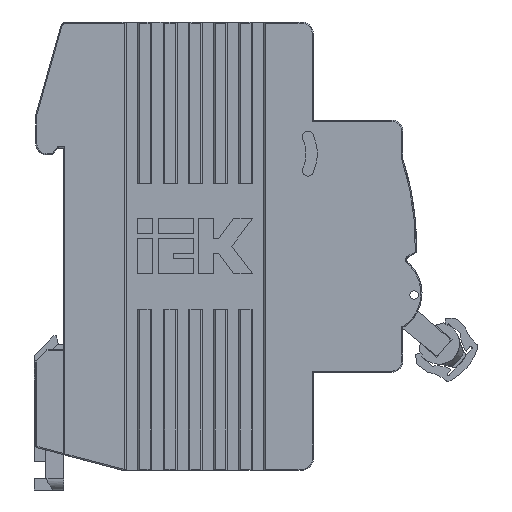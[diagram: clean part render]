
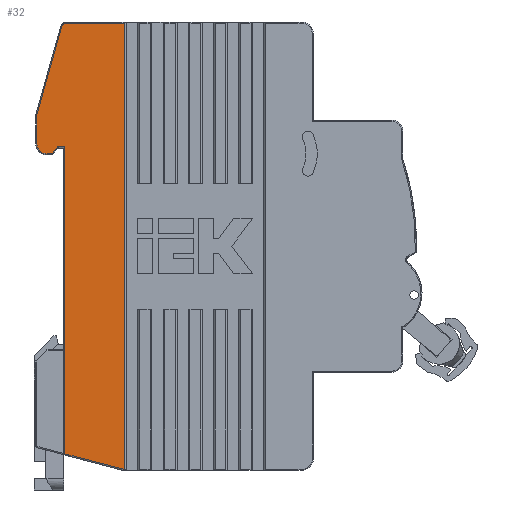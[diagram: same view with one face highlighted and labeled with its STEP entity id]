
A CAD part, front view. The second image highlights one B-rep face of the part: STEP entity #32.
In plain terms, the highlighted face is planar.
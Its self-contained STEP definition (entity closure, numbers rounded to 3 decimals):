
#32 = ADVANCED_FACE ( 'NONE', ( #41316 ), #23818, .F. ) ;
#49 = VECTOR ( 'NONE', #45514, 1000. ) ;
#981 = ORIENTED_EDGE ( 'NONE', *, *, #38027, .T. ) ;
#2526 = CARTESIAN_POINT ( 'NONE',  ( -0.2, 56.497, -45.5 ) ) ;
#2605 = CARTESIAN_POINT ( 'NONE',  ( -0.2, 56.497, -44.5 ) ) ;
#2709 = CIRCLE ( 'NONE', #30654, 0.8 ) ;
#3265 = LINE ( 'NONE', #24473, #19680 ) ;
#6321 = DIRECTION ( 'NONE',  ( 0., -0.963, -0.271 ) ) ;
#6587 = CARTESIAN_POINT ( 'NONE',  ( -0.2, 80., -31.6 ) ) ;
#7437 = EDGE_CURVE ( 'NONE', #39212, #10132, #38135, .T. ) ;
#7484 = LINE ( 'NONE', #7923, #9153 ) ;
#7796 = EDGE_CURVE ( 'NONE', #12609, #24111, #20127, .T. ) ;
#7923 = CARTESIAN_POINT ( 'NONE',  ( -0.2, 57.697, -42.5 ) ) ;
#8549 = ORIENTED_EDGE ( 'NONE', *, *, #26259, .T. ) ;
#8851 = EDGE_CURVE ( 'NONE', #10132, #24278, #9428, .T. ) ;
#9153 = VECTOR ( 'NONE', #42953, 1000. ) ;
#9428 = LINE ( 'NONE', #12892, #40568 ) ;
#10132 = VERTEX_POINT ( 'NONE', #34481 ) ;
#10394 = LINE ( 'NONE', #37798, #38146 ) ;
#10543 = CARTESIAN_POINT ( 'NONE',  ( -0.2, 58.297, -45.5 ) ) ;
#10788 = VECTOR ( 'NONE', #6321, 1000. ) ;
#11862 = ORIENTED_EDGE ( 'NONE', *, *, #31524, .T. ) ;
#12609 = VERTEX_POINT ( 'NONE', #2526 ) ;
#12663 = CIRCLE ( 'NONE', #27363, 1.8 ) ;
#12892 = CARTESIAN_POINT ( 'NONE',  ( -0.2, 79.8, -42.099 ) ) ;
#12929 = ORIENTED_EDGE ( 'NONE', *, *, #45348, .T. ) ;
#13301 = DIRECTION ( 'NONE',  ( 0., 1., 0. ) ) ;
#13399 = VECTOR ( 'NONE', #40522, 1000. ) ;
#13509 = EDGE_CURVE ( 'NONE', #31428, #14410, #45250, .T. ) ;
#14410 = VERTEX_POINT ( 'NONE', #36513 ) ;
#14660 = DIRECTION ( 'NONE',  ( 0., 1., 0. ) ) ;
#14927 = EDGE_CURVE ( 'NONE', #24111, #21383, #3265, .T. ) ;
#15444 = LINE ( 'NONE', #43561, #22606 ) ;
#15853 = CARTESIAN_POINT ( 'NONE',  ( -0.2, 3.005, -42.3 ) ) ;
#15987 = DIRECTION ( 'NONE',  ( 0., 0., 1. ) ) ;
#16185 = ORIENTED_EDGE ( 'NONE', *, *, #8851, .T. ) ;
#16263 = VECTOR ( 'NONE', #15987, 1000. ) ;
#16985 = DIRECTION ( 'NONE',  ( -1., 0., 0. ) ) ;
#17502 = ORIENTED_EDGE ( 'NONE', *, *, #38546, .F. ) ;
#18005 = DIRECTION ( 'NONE',  ( 0., 0.256, -0.967 ) ) ;
#19164 = VECTOR ( 'NONE', #30708, 1000. ) ;
#19680 = VECTOR ( 'NONE', #24237, 1000. ) ;
#20127 = LINE ( 'NONE', #2605, #19164 ) ;
#20205 = CARTESIAN_POINT ( 'NONE',  ( -0.2, 79., -42.099 ) ) ;
#20207 = CARTESIAN_POINT ( 'NONE',  ( -0.2, 79.217, -42.869 ) ) ;
#20530 = EDGE_CURVE ( 'NONE', #23754, #39212, #29132, .T. ) ;
#20535 = VERTEX_POINT ( 'NONE', #33280 ) ;
#21137 = CARTESIAN_POINT ( 'NONE',  ( -0.2, 0.2, -31.6 ) ) ;
#21383 = VERTEX_POINT ( 'NONE', #32936 ) ;
#22606 = VECTOR ( 'NONE', #18005, 1000. ) ;
#22809 = VERTEX_POINT ( 'NONE', #30135 ) ;
#23700 = LINE ( 'NONE', #15853, #13399 ) ;
#23754 = VERTEX_POINT ( 'NONE', #30478 ) ;
#23818 = PLANE ( 'NONE',  #32083 ) ;
#23891 = ORIENTED_EDGE ( 'NONE', *, *, #13509, .T. ) ;
#24111 = VERTEX_POINT ( 'NONE', #25498 ) ;
#24237 = DIRECTION ( 'NONE',  ( 0., 0.768, 0.64 ) ) ;
#24278 = VERTEX_POINT ( 'NONE', #40231 ) ;
#24473 = CARTESIAN_POINT ( 'NONE',  ( -0.2, 82.05, -23.3 ) ) ;
#24595 = DIRECTION ( 'NONE',  ( -1., 0., 0. ) ) ;
#25498 = CARTESIAN_POINT ( 'NONE',  ( -0.2, 56.497, -44.594 ) ) ;
#26259 = EDGE_CURVE ( 'NONE', #14410, #22809, #10394, .T. ) ;
#26494 = CARTESIAN_POINT ( 'NONE',  ( -0.2, 2.952, -42.3 ) ) ;
#26602 = CARTESIAN_POINT ( 'NONE',  ( -0.2, 0.2, -31.567 ) ) ;
#27363 = AXIS2_PLACEMENT_3D ( 'NONE', #10543, #24595, #14660 ) ;
#28180 = CARTESIAN_POINT ( 'NONE',  ( -0.2, 79.05, -19.7 ) ) ;
#29132 = LINE ( 'NONE', #26602, #16263 ) ;
#29924 = VERTEX_POINT ( 'NONE', #26494 ) ;
#30135 = CARTESIAN_POINT ( 'NONE',  ( -0.2, 58.297, -47.3 ) ) ;
#30478 = CARTESIAN_POINT ( 'NONE',  ( -0.2, 0.2, -31.894 ) ) ;
#30654 = AXIS2_PLACEMENT_3D ( 'NONE', #20205, #16985, #13301 ) ;
#30708 = DIRECTION ( 'NONE',  ( 0., 0., 1. ) ) ;
#31428 = VERTEX_POINT ( 'NONE', #20207 ) ;
#31524 = EDGE_CURVE ( 'NONE', #22809, #12609, #12663, .T. ) ;
#32083 = AXIS2_PLACEMENT_3D ( 'NONE', #28180, #34373, #34845 ) ;
#32936 = CARTESIAN_POINT ( 'NONE',  ( -0.2, 57.697, -43.594 ) ) ;
#33280 = CARTESIAN_POINT ( 'NONE',  ( -0.2, 57.697, -42.3 ) ) ;
#33384 = ORIENTED_EDGE ( 'NONE', *, *, #14927, .T. ) ;
#34373 = DIRECTION ( 'NONE',  ( 1., 0., 0. ) ) ;
#34481 = CARTESIAN_POINT ( 'NONE',  ( -0.2, 79.8, -31.6 ) ) ;
#34524 = EDGE_CURVE ( 'NONE', #21383, #20535, #7484, .T. ) ;
#34845 = DIRECTION ( 'NONE',  ( 0., 1., 0. ) ) ;
#35384 = ORIENTED_EDGE ( 'NONE', *, *, #7437, .T. ) ;
#35849 = ORIENTED_EDGE ( 'NONE', *, *, #7796, .T. ) ;
#36052 = ORIENTED_EDGE ( 'NONE', *, *, #20530, .T. ) ;
#36513 = CARTESIAN_POINT ( 'NONE',  ( -0.2, 63.467, -47.3 ) ) ;
#37542 = DIRECTION ( 'NONE',  ( 0., 0., -1. ) ) ;
#37798 = CARTESIAN_POINT ( 'NONE',  ( -0.2, 58.297, -47.3 ) ) ;
#38027 = EDGE_CURVE ( 'NONE', #24278, #31428, #2709, .T. ) ;
#38135 = LINE ( 'NONE', #6587, #49 ) ;
#38146 = VECTOR ( 'NONE', #44475, 1000. ) ;
#38546 = EDGE_CURVE ( 'NONE', #23754, #29924, #15444, .T. ) ;
#39019 = EDGE_LOOP ( 'NONE', ( #17502, #36052, #35384, #16185, #981, #23891, #8549, #11862, #35849, #33384, #42113, #12929 ) ) ;
#39212 = VERTEX_POINT ( 'NONE', #21137 ) ;
#40231 = CARTESIAN_POINT ( 'NONE',  ( -0.2, 79.8, -42.099 ) ) ;
#40522 = DIRECTION ( 'NONE',  ( 0., -1., 0. ) ) ;
#40568 = VECTOR ( 'NONE', #37542, 1000. ) ;
#41316 = FACE_OUTER_BOUND ( 'NONE', #39019, .T. ) ;
#42042 = CARTESIAN_POINT ( 'NONE',  ( -0.2, 63.441, -47.307 ) ) ;
#42113 = ORIENTED_EDGE ( 'NONE', *, *, #34524, .T. ) ;
#42953 = DIRECTION ( 'NONE',  ( 0., 0., 1. ) ) ;
#43561 = CARTESIAN_POINT ( 'NONE',  ( -0.2, 0.122, -31.6 ) ) ;
#44475 = DIRECTION ( 'NONE',  ( 0., -1., 0. ) ) ;
#45250 = LINE ( 'NONE', #42042, #10788 ) ;
#45348 = EDGE_CURVE ( 'NONE', #20535, #29924, #23700, .T. ) ;
#45514 = DIRECTION ( 'NONE',  ( 0., 1., 0. ) ) ;
